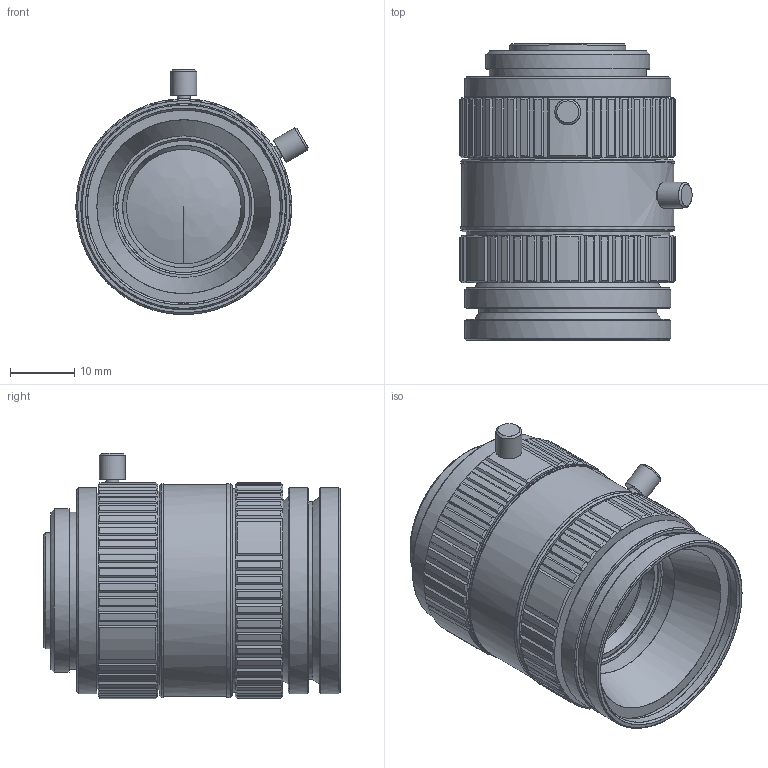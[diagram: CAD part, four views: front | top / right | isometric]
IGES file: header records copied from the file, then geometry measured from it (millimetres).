
Start section: C
Global section: file name: M2514-SW_210416.igs; native system: By Siemens PLM Incorporated; preprocessor: XPlus GENERIC/IGES 19.0.9; author: Author; organization: Title; date: 20210416.152618; units: millimetre
Bounding box: 36.05 x 46 x 38.05 mm (x, y, z)
Surface area: 18713.2 mm2 (no closed solid volume)
Topology: 0 solids, 0 shells, 1073 faces, 5080 edges, 5078 vertices
Faces by surface type: bspline 1073
